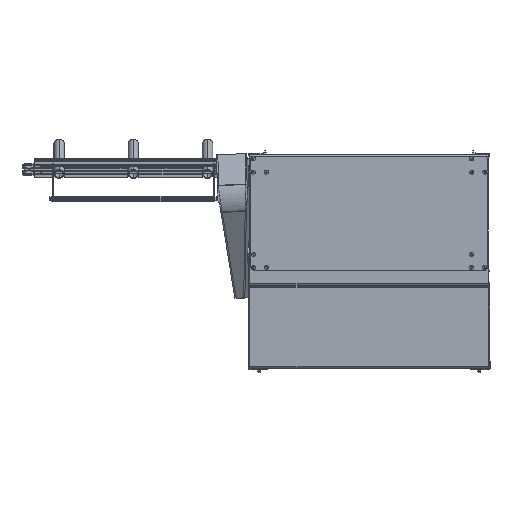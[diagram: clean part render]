
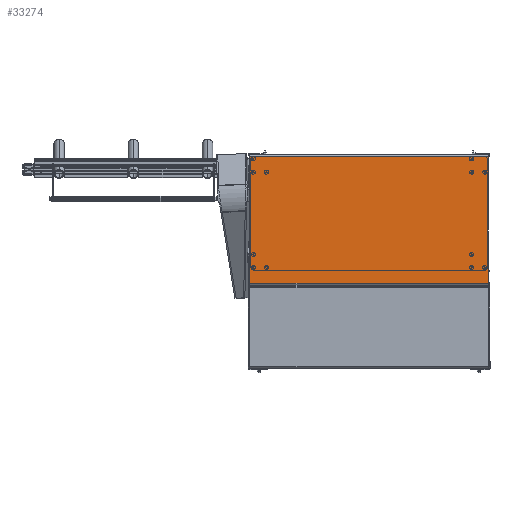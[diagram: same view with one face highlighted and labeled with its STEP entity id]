
A CAD part, front view. The second image highlights one B-rep face of the part: STEP entity #33274.
In plain terms, the highlighted planar face has unit normal (0, -1, 0).
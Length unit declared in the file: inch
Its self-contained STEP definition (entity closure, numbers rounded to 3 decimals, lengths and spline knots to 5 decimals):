
#2566 = CARTESIAN_POINT ( 'NONE',  ( 12., 0., 0. ) ) ;
#5026 = DIRECTION ( 'NONE',  ( 0., 0., -1. ) ) ;
#6001 = EDGE_CURVE ( 'NONE', #48498, #60478, #49480, .T. ) ;
#6270 = CARTESIAN_POINT ( 'NONE',  ( 12., 0., 17.16142 ) ) ;
#6489 = EDGE_LOOP ( 'NONE', ( #41834, #12896, #14076, #22563 ) ) ;
#6673 = VECTOR ( 'NONE', #31061, 39.37008 ) ;
#10202 = CARTESIAN_POINT ( 'NONE',  ( 12., 0., 17.16142 ) ) ;
#10377 = CARTESIAN_POINT ( 'NONE',  ( -12., 0., 4.3769 ) ) ;
#10943 = CARTESIAN_POINT ( 'NONE',  ( 0., 0., 0. ) ) ;
#12896 = ORIENTED_EDGE ( 'NONE', *, *, #37398, .T. ) ;
#14076 = ORIENTED_EDGE ( 'NONE', *, *, #54127, .F. ) ;
#15379 = VECTOR ( 'NONE', #5026, 39.37008 ) ;
#18347 = EDGE_CURVE ( 'NONE', #60478, #54436, #57146, .T. ) ;
#22563 = ORIENTED_EDGE ( 'NONE', *, *, #6001, .T. ) ;
#23331 = DIRECTION ( 'NONE',  ( 0., 0., 1. ) ) ;
#29366 = VERTEX_POINT ( 'NONE', #47316 ) ;
#30966 = LINE ( 'NONE', #51979, #15379 ) ;
#31061 = DIRECTION ( 'NONE',  ( -1., 0., 0. ) ) ;
#31240 = DIRECTION ( 'NONE',  ( -1., 0., 0. ) ) ;
#31833 = DIRECTION ( 'NONE',  ( 0., 1., 0. ) ) ;
#33274 = ADVANCED_FACE ( 'NONE', ( #36960 ), #57895, .F. ) ;
#34979 = CARTESIAN_POINT ( 'NONE',  ( -12., 0., 17.16142 ) ) ;
#36468 = CARTESIAN_POINT ( 'NONE',  ( 12., 0., 4.3769 ) ) ;
#36960 = FACE_OUTER_BOUND ( 'NONE', #6489, .T. ) ;
#37398 = EDGE_CURVE ( 'NONE', #54436, #29366, #30966, .T. ) ;
#39172 = AXIS2_PLACEMENT_3D ( 'NONE', #10943, #31833, #52828 ) ;
#41834 = ORIENTED_EDGE ( 'NONE', *, *, #18347, .T. ) ;
#47316 = CARTESIAN_POINT ( 'NONE',  ( -12., 0., 4.3769 ) ) ;
#48498 = VERTEX_POINT ( 'NONE', #36468 ) ;
#49480 = LINE ( 'NONE', #2566, #67539 ) ;
#51979 = CARTESIAN_POINT ( 'NONE',  ( -12., 0., 0. ) ) ;
#52828 = DIRECTION ( 'NONE',  ( 0., 0., 1. ) ) ;
#54127 = EDGE_CURVE ( 'NONE', #48498, #29366, #57334, .T. ) ;
#54436 = VERTEX_POINT ( 'NONE', #34979 ) ;
#57146 = LINE ( 'NONE', #10202, #6673 ) ;
#57306 = VECTOR ( 'NONE', #31240, 39.37008 ) ;
#57334 = LINE ( 'NONE', #10377, #57306 ) ;
#57895 = PLANE ( 'NONE',  #39172 ) ;
#60478 = VERTEX_POINT ( 'NONE', #6270 ) ;
#67539 = VECTOR ( 'NONE', #23331, 39.37008 ) ;
